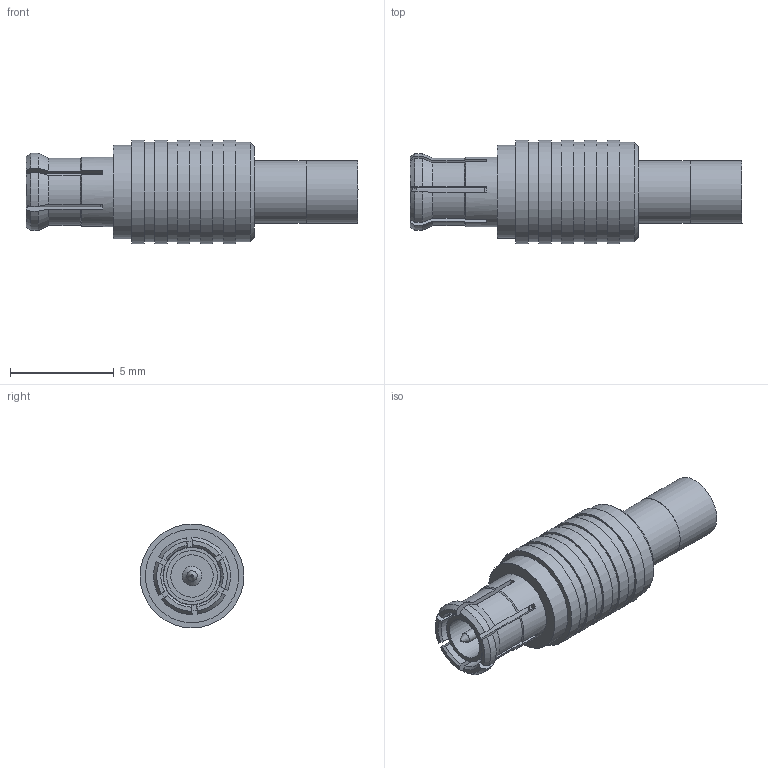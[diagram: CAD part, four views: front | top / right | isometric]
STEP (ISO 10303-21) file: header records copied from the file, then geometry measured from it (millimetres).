
FILE_DESCRIPTION(/* description */ ('Unknown'),/* implementation_level */ '2;1');
FILE_NAME(/* name */ '60646030212320',/* time_stamp */ '2024-05-21T11:28:27+02:00',/* author */ ('Unknown'),/* organization */ ('Unknown'),/* preprocessor_version */ 'ST-DEVELOPER v18.102',/* originating_system */ 'Solid Edge',/* authorisation */ 'Unknown');
FILE_SCHEMA (('AUTOMOTIVE_DESIGN {1 0 10303 214 3 1 1}'));
Length unit declared in the file: millimetre
Products named in the file (7): 60646030212320; 60646030212320_Housing; 60646030212320_Body; 60646030212320_Insulator2; 60646030212320_Center-pin; 60646030212320_Insulator; 60646030212320_Ferrule
Assembly tree (6 placements, depth 2):
  60646030212320
    60646030212320_Housing
    60646030212320_Body
    60646030212320_Insulator2
    60646030212320_Center-pin
    60646030212320_Insulator
    60646030212320_Ferrule
Bounding box: 16 x 5 x 5 mm (x, y, z)
Volume: 162.4 mm3; surface area: 708 mm2
Topology: 6 solids, 6 shells, 155 faces, 352 edges, 233 vertices
Faces by surface type: plane 63, cylinder 53, cone 34, torus 5
Full cylindrical faces by diameter (mm): 0.4 x1, 0.5 x2, 0.85 x1, 0.95 x2, 0.972 x1, 1.1 x1, 1.25 x1, 1.27 x1, 1.45 x1, 1.7 x2, 2.04 x1, 2.15 x1, 2.2 x3, 2.25 x1, 2.45 x1, 2.75 x1, 2.8 x1, 2.95 x1, 3 x2, 3.15 x1, 3.35 x1, 3.6 x1, 3.75 x2, 4.5 x1, 4.8 x5, 5 x5
Entity records: 4211 total; most frequent: CARTESIAN_POINT 812, DIRECTION 702, ORIENTED_EDGE 554, AXIS2_PLACEMENT_3D 314, EDGE_CURVE 277, EDGE_LOOP 248, FACE_BOUND 248, VERTEX_POINT 215
